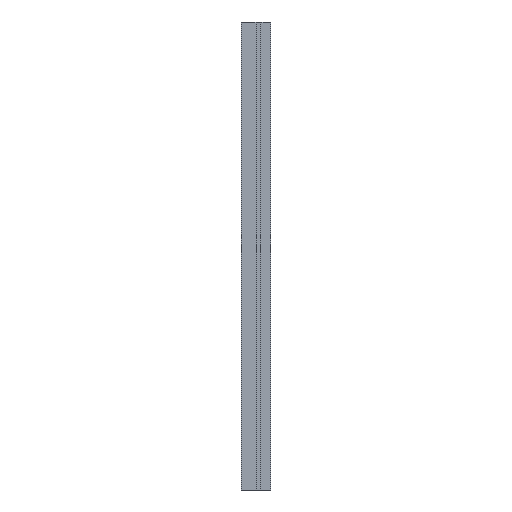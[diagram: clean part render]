
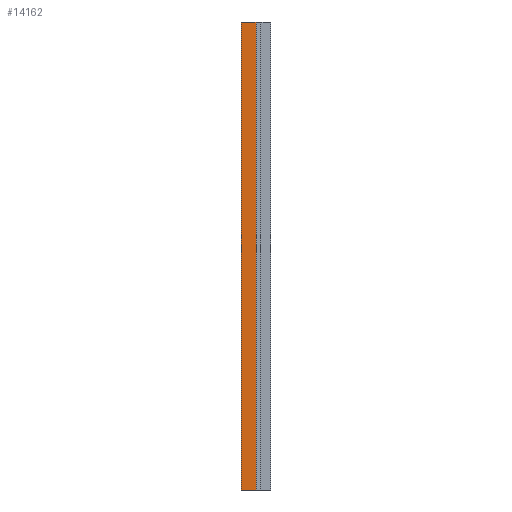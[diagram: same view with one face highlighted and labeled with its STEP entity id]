
A CAD part, left-side view. The second image highlights one B-rep face of the part: STEP entity #14162.
In plain terms, the highlighted face is planar.
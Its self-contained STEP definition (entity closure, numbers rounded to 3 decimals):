
#229 = PLANE('',#230);
#230 = AXIS2_PLACEMENT_3D('',#231,#232,#233);
#231 = CARTESIAN_POINT('',(1460.5,609.6,38.1));
#232 = DIRECTION('',(0.,0.,1.));
#233 = DIRECTION('',(1.,0.,0.));
#893 = PLANE('',#894);
#894 = AXIS2_PLACEMENT_3D('',#895,#896,#897);
#895 = CARTESIAN_POINT('',(0.,0.,-38.1));
#896 = DIRECTION('',(0.,1.,0.));
#897 = DIRECTION('',(1.,0.,0.));
#947 = PLANE('',#948);
#948 = AXIS2_PLACEMENT_3D('',#949,#950,#951);
#949 = CARTESIAN_POINT('',(2921.,1219.2,-38.1));
#950 = DIRECTION('',(0.,-1.,0.));
#951 = DIRECTION('',(-1.,0.,0.));
#4233 = VERTEX_POINT('',#4234);
#4234 = CARTESIAN_POINT('',(2908.3,0.,38.1));
#4255 = EDGE_CURVE('',#4256,#4233,#4258,.T.);
#4256 = VERTEX_POINT('',#4257);
#4257 = CARTESIAN_POINT('',(2908.3,1219.2,38.1));
#4258 = SURFACE_CURVE('',#4259,(#4263,#4270),.PCURVE_S1.);
#4259 = LINE('',#4260,#4261);
#4260 = CARTESIAN_POINT('',(2908.3,3403.4,
    38.1));
#4261 = VECTOR('',#4262,1.);
#4262 = DIRECTION('',(0.,-1.,0.));
#4263 = PCURVE('',#229,#4264);
#4264 = DEFINITIONAL_REPRESENTATION('',(#4265),#4269);
#4265 = LINE('',#4266,#4267);
#4266 = CARTESIAN_POINT('',(1447.8,2793.8));
#4267 = VECTOR('',#4268,1.);
#4268 = DIRECTION('',(0.,-1.));
#4269 = ( GEOMETRIC_REPRESENTATION_CONTEXT(2) 
PARAMETRIC_REPRESENTATION_CONTEXT() REPRESENTATION_CONTEXT('2D SPACE',''
  ) );
#4270 = PCURVE('',#4271,#4276);
#4271 = PLANE('',#4272);
#4272 = AXIS2_PLACEMENT_3D('',#4273,#4274,#4275);
#4273 = CARTESIAN_POINT('',(2908.3,3403.4,
    -12.7));
#4274 = DIRECTION('',(1.,0.,0.));
#4275 = DIRECTION('',(0.,-1.,0.));
#4276 = DEFINITIONAL_REPRESENTATION('',(#4277),#4281);
#4277 = LINE('',#4278,#4279);
#4278 = CARTESIAN_POINT('',(0.,-50.8));
#4279 = VECTOR('',#4280,1.);
#4280 = DIRECTION('',(1.,0.));
#4281 = ( GEOMETRIC_REPRESENTATION_CONTEXT(2) 
PARAMETRIC_REPRESENTATION_CONTEXT() REPRESENTATION_CONTEXT('2D SPACE',''
  ) );
#8624 = VERTEX_POINT('',#8625);
#8625 = CARTESIAN_POINT('',(2908.3,1219.2,0.));
#8639 = PLANE('',#8640);
#8640 = AXIS2_PLACEMENT_3D('',#8641,#8642,#8643);
#8641 = CARTESIAN_POINT('',(2908.3,3403.4,
    -12.7));
#8642 = DIRECTION('',(1.,0.,0.));
#8643 = DIRECTION('',(0.,-1.,0.));
#8651 = EDGE_CURVE('',#8624,#4256,#8652,.T.);
#8652 = SURFACE_CURVE('',#8653,(#8657,#8664),.PCURVE_S1.);
#8653 = LINE('',#8654,#8655);
#8654 = CARTESIAN_POINT('',(2908.3,1219.2,-25.4));
#8655 = VECTOR('',#8656,1.);
#8656 = DIRECTION('',(0.,0.,1.));
#8657 = PCURVE('',#947,#8658);
#8658 = DEFINITIONAL_REPRESENTATION('',(#8659),#8663);
#8659 = LINE('',#8660,#8661);
#8660 = CARTESIAN_POINT('',(12.7,-12.7));
#8661 = VECTOR('',#8662,1.);
#8662 = DIRECTION('',(0.,-1.));
#8663 = ( GEOMETRIC_REPRESENTATION_CONTEXT(2) 
PARAMETRIC_REPRESENTATION_CONTEXT() REPRESENTATION_CONTEXT('2D SPACE',''
  ) );
#8664 = PCURVE('',#4271,#8665);
#8665 = DEFINITIONAL_REPRESENTATION('',(#8666),#8670);
#8666 = LINE('',#8667,#8668);
#8667 = CARTESIAN_POINT('',(2184.2,12.7));
#8668 = VECTOR('',#8669,1.);
#8669 = DIRECTION('',(0.,-1.));
#8670 = ( GEOMETRIC_REPRESENTATION_CONTEXT(2) 
PARAMETRIC_REPRESENTATION_CONTEXT() REPRESENTATION_CONTEXT('2D SPACE',''
  ) );
#8821 = EDGE_CURVE('',#4233,#8822,#8824,.T.);
#8822 = VERTEX_POINT('',#8823);
#8823 = CARTESIAN_POINT('',(2908.3,0.,0.));
#8824 = SURFACE_CURVE('',#8825,(#8829,#8836),.PCURVE_S1.);
#8825 = LINE('',#8826,#8827);
#8826 = CARTESIAN_POINT('',(2908.3,0.,-25.4));
#8827 = VECTOR('',#8828,1.);
#8828 = DIRECTION('',(0.,0.,-1.));
#8829 = PCURVE('',#893,#8830);
#8830 = DEFINITIONAL_REPRESENTATION('',(#8831),#8835);
#8831 = LINE('',#8832,#8833);
#8832 = CARTESIAN_POINT('',(2908.3,-12.7));
#8833 = VECTOR('',#8834,1.);
#8834 = DIRECTION('',(0.,1.));
#8835 = ( GEOMETRIC_REPRESENTATION_CONTEXT(2) 
PARAMETRIC_REPRESENTATION_CONTEXT() REPRESENTATION_CONTEXT('2D SPACE',''
  ) );
#8836 = PCURVE('',#4271,#8837);
#8837 = DEFINITIONAL_REPRESENTATION('',(#8838),#8842);
#8838 = LINE('',#8839,#8840);
#8839 = CARTESIAN_POINT('',(3403.4,12.7));
#8840 = VECTOR('',#8841,1.);
#8841 = DIRECTION('',(0.,1.));
#8842 = ( GEOMETRIC_REPRESENTATION_CONTEXT(2) 
PARAMETRIC_REPRESENTATION_CONTEXT() REPRESENTATION_CONTEXT('2D SPACE',''
  ) );
#14162 = ADVANCED_FACE('',(#14163),#4271,.T.);
#14163 = FACE_BOUND('',#14164,.T.);
#14164 = EDGE_LOOP('',(#14165,#14186,#14187,#14188));
#14165 = ORIENTED_EDGE('',*,*,#14166,.F.);
#14166 = EDGE_CURVE('',#8624,#8822,#14167,.T.);
#14167 = SURFACE_CURVE('',#14168,(#14172,#14179),.PCURVE_S1.);
#14168 = LINE('',#14169,#14170);
#14169 = CARTESIAN_POINT('',(2908.3,3657.4,
    0.));
#14170 = VECTOR('',#14171,1.);
#14171 = DIRECTION('',(0.,-1.,0.));
#14172 = PCURVE('',#4271,#14173);
#14173 = DEFINITIONAL_REPRESENTATION('',(#14174),#14178);
#14174 = LINE('',#14175,#14176);
#14175 = CARTESIAN_POINT('',(-254.,-12.7));
#14176 = VECTOR('',#14177,1.);
#14177 = DIRECTION('',(1.,0.));
#14178 = ( GEOMETRIC_REPRESENTATION_CONTEXT(2) 
PARAMETRIC_REPRESENTATION_CONTEXT() REPRESENTATION_CONTEXT('2D SPACE',''
  ) );
#14179 = PCURVE('',#8639,#14180);
#14180 = DEFINITIONAL_REPRESENTATION('',(#14181),#14185);
#14181 = LINE('',#14182,#14183);
#14182 = CARTESIAN_POINT('',(-254.,-12.7));
#14183 = VECTOR('',#14184,1.);
#14184 = DIRECTION('',(1.,0.));
#14185 = ( GEOMETRIC_REPRESENTATION_CONTEXT(2) 
PARAMETRIC_REPRESENTATION_CONTEXT() REPRESENTATION_CONTEXT('2D SPACE',''
  ) );
#14186 = ORIENTED_EDGE('',*,*,#8651,.T.);
#14187 = ORIENTED_EDGE('',*,*,#4255,.T.);
#14188 = ORIENTED_EDGE('',*,*,#8821,.T.);
